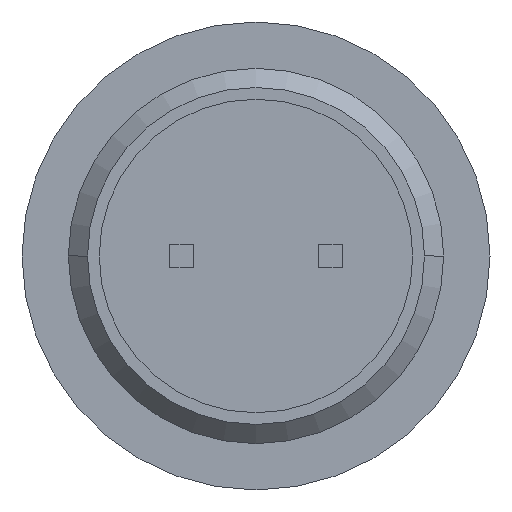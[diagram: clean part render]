
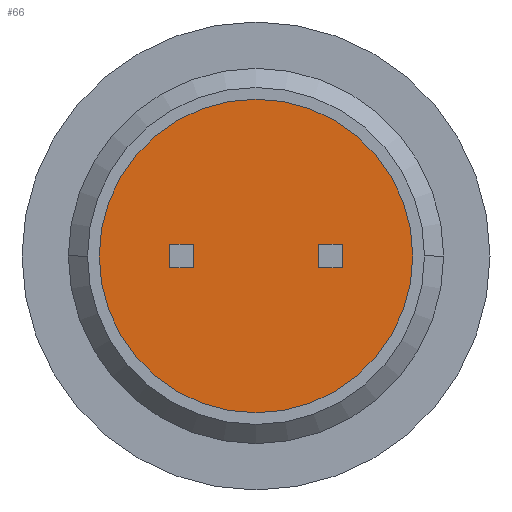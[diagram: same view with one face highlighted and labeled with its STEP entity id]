
A CAD part, front view. The second image highlights one B-rep face of the part: STEP entity #66.
In plain terms, the highlighted planar face has unit normal (0, -1, 0).
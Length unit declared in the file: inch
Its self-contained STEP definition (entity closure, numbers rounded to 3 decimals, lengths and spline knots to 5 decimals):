
#14 = EDGE_CURVE ( 'NONE', #303, #220, #305, .T. ) ;
#18 = ORIENTED_EDGE ( 'NONE', *, *, #772, .F. ) ;
#22 = VERTEX_POINT ( 'NONE', #89 ) ;
#37 = LINE ( 'NONE', #240, #342 ) ;
#50 = LINE ( 'NONE', #169, #503 ) ;
#66 = ADVANCED_FACE ( 'NONE', ( #622, #113, #443 ), #258, .T. ) ;
#68 = DIRECTION ( 'NONE',  ( 1., 0., 0. ) ) ;
#78 = CIRCLE ( 'NONE', #417, 0.13165 ) ;
#89 = CARTESIAN_POINT ( 'NONE',  ( 0.13165, 0., 0. ) ) ;
#99 = ORIENTED_EDGE ( 'NONE', *, *, #841, .T. ) ;
#103 = VECTOR ( 'NONE', #276, 39.37008 ) ;
#108 = DIRECTION ( 'NONE',  ( 1., 0., 0. ) ) ;
#109 = EDGE_CURVE ( 'NONE', #285, #670, #831, .T. ) ;
#112 = CARTESIAN_POINT ( 'NONE',  ( 0.0725, 0., 0.01 ) ) ;
#113 = FACE_OUTER_BOUND ( 'NONE', #341, .T. ) ;
#120 = LINE ( 'NONE', #399, #614 ) ;
#124 = DIRECTION ( 'NONE',  ( 1., 0., 0. ) ) ;
#125 = CARTESIAN_POINT ( 'NONE',  ( 0., 0., 0. ) ) ;
#141 = CARTESIAN_POINT ( 'NONE',  ( 0., 0., 0. ) ) ;
#149 = CARTESIAN_POINT ( 'NONE',  ( 0.0525, 0., 0.01 ) ) ;
#163 = CARTESIAN_POINT ( 'NONE',  ( -0.0725, 0., 0.01 ) ) ;
#169 = CARTESIAN_POINT ( 'NONE',  ( 0.0525, 0., 0.01 ) ) ;
#186 = DIRECTION ( 'NONE',  ( 0., -1., 0. ) ) ;
#193 = EDGE_LOOP ( 'NONE', ( #633, #511, #827, #819 ) ) ;
#211 = CARTESIAN_POINT ( 'NONE',  ( -0.0725, 0., 0.01 ) ) ;
#215 = VERTEX_POINT ( 'NONE', #352 ) ;
#220 = VERTEX_POINT ( 'NONE', #767 ) ;
#224 = VERTEX_POINT ( 'NONE', #163 ) ;
#236 = LINE ( 'NONE', #836, #568 ) ;
#240 = CARTESIAN_POINT ( 'NONE',  ( 0.0525, 0., -0.01 ) ) ;
#247 = VECTOR ( 'NONE', #597, 39.37008 ) ;
#258 = PLANE ( 'NONE',  #705 ) ;
#276 = DIRECTION ( 'NONE',  ( 0., 0., -1. ) ) ;
#285 = VERTEX_POINT ( 'NONE', #112 ) ;
#303 = VERTEX_POINT ( 'NONE', #359 ) ;
#305 = LINE ( 'NONE', #537, #468 ) ;
#329 = EDGE_LOOP ( 'NONE', ( #498, #18, #576, #658 ) ) ;
#331 = VERTEX_POINT ( 'NONE', #561 ) ;
#341 = EDGE_LOOP ( 'NONE', ( #407, #99 ) ) ;
#342 = VECTOR ( 'NONE', #108, 39.37008 ) ;
#352 = CARTESIAN_POINT ( 'NONE',  ( 0.0525, 0., -0.01 ) ) ;
#356 = DIRECTION ( 'NONE',  ( 0., 0., -1. ) ) ;
#359 = CARTESIAN_POINT ( 'NONE',  ( -0.0725, 0., -0.01 ) ) ;
#369 = CIRCLE ( 'NONE', #504, 0.13165 ) ;
#379 = DIRECTION ( 'NONE',  ( 1., 0., 0. ) ) ;
#399 = CARTESIAN_POINT ( 'NONE',  ( -0.0525, 0., 0.01 ) ) ;
#403 = DIRECTION ( 'NONE',  ( 0., 0., 1. ) ) ;
#407 = ORIENTED_EDGE ( 'NONE', *, *, #600, .T. ) ;
#417 = AXIS2_PLACEMENT_3D ( 'NONE', #653, #186, #586 ) ;
#420 = LINE ( 'NONE', #847, #581 ) ;
#423 = DIRECTION ( 'NONE',  ( 0., 0., 1. ) ) ;
#443 = FACE_BOUND ( 'NONE', #329, .T. ) ;
#445 = VERTEX_POINT ( 'NONE', #783 ) ;
#468 = VECTOR ( 'NONE', #379, 39.37008 ) ;
#471 = VERTEX_POINT ( 'NONE', #770 ) ;
#498 = ORIENTED_EDGE ( 'NONE', *, *, #14, .F. ) ;
#503 = VECTOR ( 'NONE', #356, 39.37008 ) ;
#504 = AXIS2_PLACEMENT_3D ( 'NONE', #141, #678, #124 ) ;
#511 = ORIENTED_EDGE ( 'NONE', *, *, #823, .F. ) ;
#520 = DIRECTION ( 'NONE',  ( 0., -1., 0. ) ) ;
#531 = CARTESIAN_POINT ( 'NONE',  ( 0.0525, 0., 0.01 ) ) ;
#537 = CARTESIAN_POINT ( 'NONE',  ( -0.0725, 0., -0.01 ) ) ;
#559 = EDGE_CURVE ( 'NONE', #471, #224, #420, .T. ) ;
#561 = CARTESIAN_POINT ( 'NONE',  ( -0.13165, 0., 0. ) ) ;
#568 = VECTOR ( 'NONE', #423, 39.37008 ) ;
#572 = DIRECTION ( 'NONE',  ( -1., 0., 0. ) ) ;
#576 = ORIENTED_EDGE ( 'NONE', *, *, #559, .F. ) ;
#581 = VECTOR ( 'NONE', #572, 39.37008 ) ;
#586 = DIRECTION ( 'NONE',  ( 1., 0., 0. ) ) ;
#597 = DIRECTION ( 'NONE',  ( -1., 0., 0. ) ) ;
#600 = EDGE_CURVE ( 'NONE', #22, #331, #369, .T. ) ;
#614 = VECTOR ( 'NONE', #403, 39.37008 ) ;
#622 = FACE_BOUND ( 'NONE', #193, .T. ) ;
#630 = LINE ( 'NONE', #211, #103 ) ;
#633 = ORIENTED_EDGE ( 'NONE', *, *, #815, .F. ) ;
#653 = CARTESIAN_POINT ( 'NONE',  ( 0., 0., 0. ) ) ;
#658 = ORIENTED_EDGE ( 'NONE', *, *, #774, .F. ) ;
#670 = VERTEX_POINT ( 'NONE', #149 ) ;
#678 = DIRECTION ( 'NONE',  ( 0., -1., 0. ) ) ;
#705 = AXIS2_PLACEMENT_3D ( 'NONE', #125, #520, #68 ) ;
#767 = CARTESIAN_POINT ( 'NONE',  ( -0.0525, 0., -0.01 ) ) ;
#770 = CARTESIAN_POINT ( 'NONE',  ( -0.0525, 0., 0.01 ) ) ;
#772 = EDGE_CURVE ( 'NONE', #224, #303, #630, .T. ) ;
#774 = EDGE_CURVE ( 'NONE', #220, #471, #120, .T. ) ;
#783 = CARTESIAN_POINT ( 'NONE',  ( 0.0725, 0., -0.01 ) ) ;
#789 = EDGE_CURVE ( 'NONE', #445, #285, #236, .T. ) ;
#815 = EDGE_CURVE ( 'NONE', #215, #445, #37, .T. ) ;
#819 = ORIENTED_EDGE ( 'NONE', *, *, #789, .F. ) ;
#823 = EDGE_CURVE ( 'NONE', #670, #215, #50, .T. ) ;
#827 = ORIENTED_EDGE ( 'NONE', *, *, #109, .F. ) ;
#831 = LINE ( 'NONE', #531, #247 ) ;
#836 = CARTESIAN_POINT ( 'NONE',  ( 0.0725, 0., 0.01 ) ) ;
#841 = EDGE_CURVE ( 'NONE', #331, #22, #78, .T. ) ;
#847 = CARTESIAN_POINT ( 'NONE',  ( -0.0725, 0., 0.01 ) ) ;
